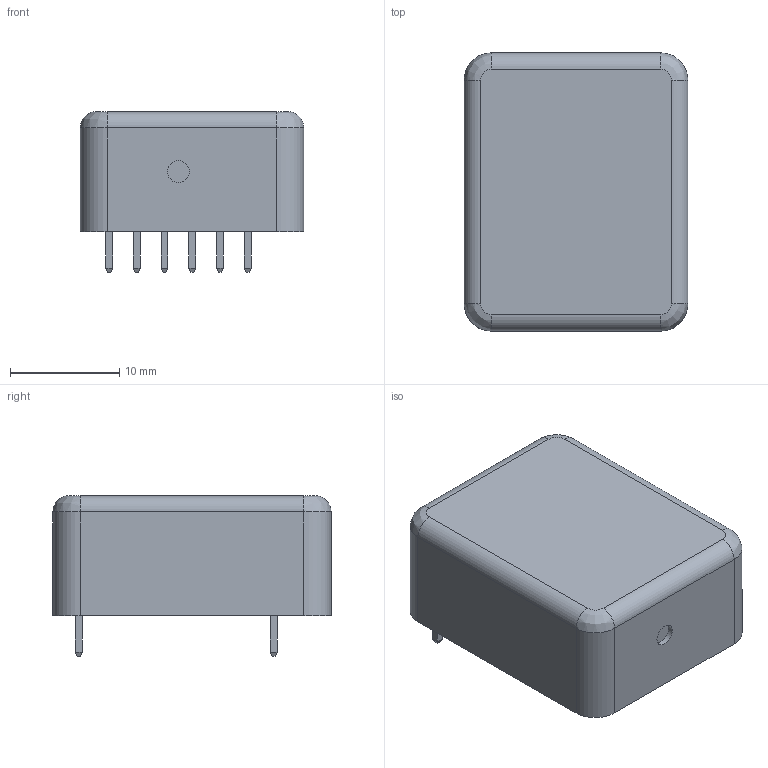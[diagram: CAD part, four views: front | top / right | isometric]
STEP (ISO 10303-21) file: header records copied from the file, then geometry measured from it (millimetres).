
FILE_DESCRIPTION((''),'2;1');
FILE_NAME('OL-076_revA_US.stp','2012-09-17T16:15:36',('adrians'),(''),'Autodesk Inventor 2010','Autodesk Inventor 2010','');
FILE_SCHEMA(('CONFIG_CONTROL_DESIGN'));
Length unit declared in the file: millimetre
Products named in the file (1): OL-076_US
Bounding box: 20.5 x 25.5 x 14.75 mm (x, y, z)
Volume: 5611.1 mm3; surface area: 2019.1 mm2
Topology: 1 solids, 1 shells, 198 faces, 499 edges, 321 vertices
Faces by surface type: plane 123, bspline 63, cylinder 12
Entity records: 6448 total; most frequent: CARTESIAN_POINT 1941, ORIENTED_EDGE 970, DIRECTION 689, EDGE_CURVE 485, VECTOR 345, LINE 345, VERTEX_POINT 314, EDGE_LOOP 223
